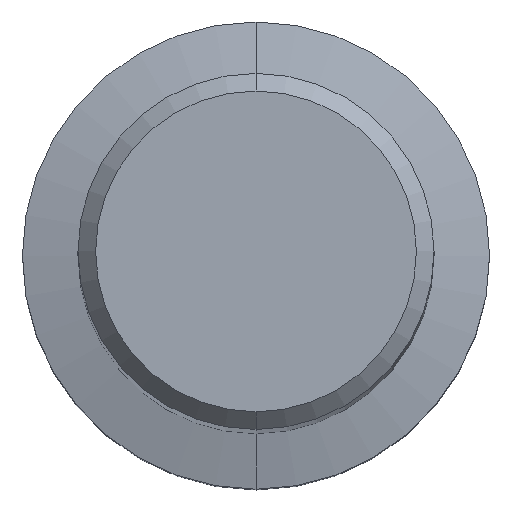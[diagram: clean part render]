
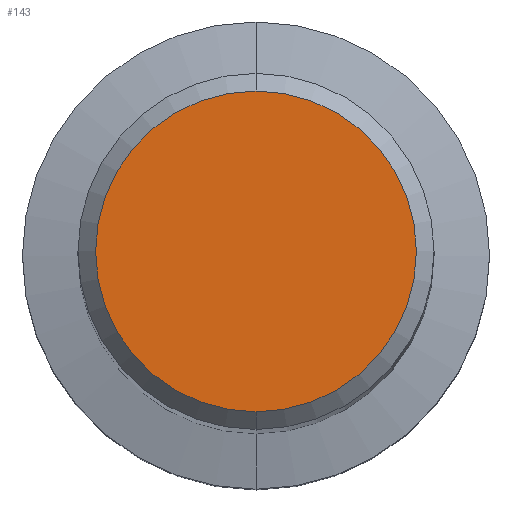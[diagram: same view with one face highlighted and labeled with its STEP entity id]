
A CAD part, top view. The second image highlights one B-rep face of the part: STEP entity #143.
In plain terms, the highlighted planar face has unit normal (0, 0, 1).
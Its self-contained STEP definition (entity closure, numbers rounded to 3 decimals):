
#143=ADVANCED_FACE('',(#345),#346,.T.);
#149=VERTEX_POINT('',#353);
#159=EDGE_CURVE('',#241,#149,#364,.T.);
#163=EDGE_CURVE('',#149,#241,#369,.T.);
#241=VERTEX_POINT('',#456);
#345=FACE_OUTER_BOUND('',#564,.T.);
#346=PLANE('',#565);
#353=CARTESIAN_POINT('',(0.,-5.45,0.0));
#364=CIRCLE('',#585,5.45);
#369=CIRCLE('',#591,5.45);
#456=CARTESIAN_POINT('',(0.0,5.45,0.0));
#564=EDGE_LOOP('',(#836,#837));
#565=AXIS2_PLACEMENT_3D('',#838,#839,#840);
#585=AXIS2_PLACEMENT_3D('',#864,#865,#866);
#591=AXIS2_PLACEMENT_3D('',#875,#876,#877);
#836=ORIENTED_EDGE('',*,*,#159,.F.);
#837=ORIENTED_EDGE('',*,*,#163,.F.);
#838=CARTESIAN_POINT('',(0.0,2.725,0.0));
#839=DIRECTION('',(-0.0,0.0,1.0));
#840=DIRECTION('',(0.0,-1.0,0.0));
#864=CARTESIAN_POINT('',(0.0,0.0,0.0));
#865=DIRECTION('',(0.0,0.0,-1.0));
#866=DIRECTION('',(0.0,1.0,0.0));
#875=CARTESIAN_POINT('',(0.0,0.0,0.0));
#876=DIRECTION('',(0.0,0.0,-1.0));
#877=DIRECTION('',(0.0,1.0,0.0));
